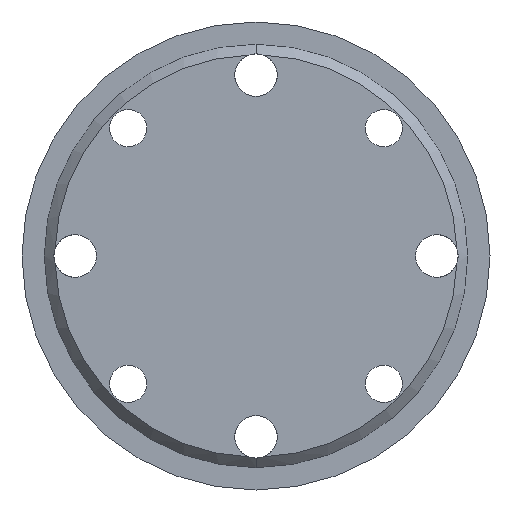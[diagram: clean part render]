
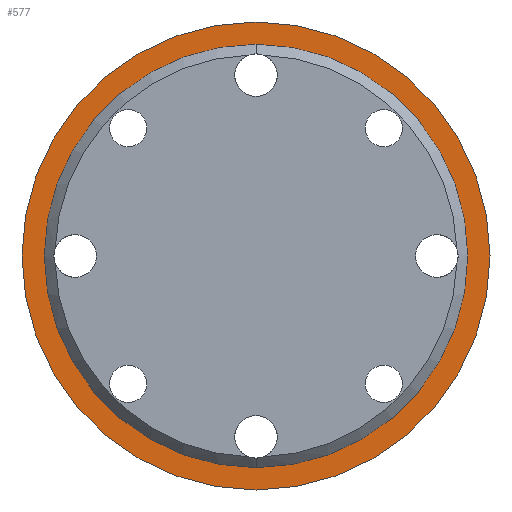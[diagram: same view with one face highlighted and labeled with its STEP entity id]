
A CAD part, front view. The second image highlights one B-rep face of the part: STEP entity #577.
In plain terms, the highlighted planar face has unit normal (0, -1, 0).
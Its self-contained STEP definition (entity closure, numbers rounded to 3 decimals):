
#3 = DIRECTION ( 'NONE',  ( 0., 1., 0. ) ) ;
#12 = DIRECTION ( 'NONE',  ( 0., 0., 1. ) ) ;
#20 = AXIS2_PLACEMENT_3D ( 'NONE', #413, #3, #897 ) ;
#101 = ORIENTED_EDGE ( 'NONE', *, *, #1003, .T. ) ;
#142 = VERTEX_POINT ( 'NONE', #492 ) ;
#146 = EDGE_LOOP ( 'NONE', ( #101, #934 ) ) ;
#207 = AXIS2_PLACEMENT_3D ( 'NONE', #1121, #631, #1026 ) ;
#236 = AXIS2_PLACEMENT_3D ( 'NONE', #414, #314, #12 ) ;
#252 = CIRCLE ( 'NONE', #207, 19.9 ) ;
#255 = CARTESIAN_POINT ( 'NONE',  ( 0., 6., -19.9 ) ) ;
#262 = ORIENTED_EDGE ( 'NONE', *, *, #510, .F. ) ;
#300 = FACE_BOUND ( 'NONE', #146, .T. ) ;
#314 = DIRECTION ( 'NONE',  ( 0., 1., 0. ) ) ;
#337 = CARTESIAN_POINT ( 'NONE',  ( 0., 6., -22. ) ) ;
#388 = AXIS2_PLACEMENT_3D ( 'NONE', #981, #794, #495 ) ;
#413 = CARTESIAN_POINT ( 'NONE',  ( 0., 6., 0. ) ) ;
#414 = CARTESIAN_POINT ( 'NONE',  ( 0., 6., 0. ) ) ;
#441 = ORIENTED_EDGE ( 'NONE', *, *, #555, .F. ) ;
#492 = CARTESIAN_POINT ( 'NONE',  ( 0., 6., 19.9 ) ) ;
#495 = DIRECTION ( 'NONE',  ( 0., 0., 1. ) ) ;
#502 = CIRCLE ( 'NONE', #688, 22. ) ;
#510 = EDGE_CURVE ( 'NONE', #863, #1199, #502, .T. ) ;
#518 = DIRECTION ( 'NONE',  ( 0., 0., 1. ) ) ;
#555 = EDGE_CURVE ( 'NONE', #1199, #863, #894, .T. ) ;
#577 = ADVANCED_FACE ( 'NONE', ( #300, #1185 ), #591, .F. ) ;
#591 = PLANE ( 'NONE',  #388 ) ;
#631 = DIRECTION ( 'NONE',  ( 0., 1., 0. ) ) ;
#685 = CARTESIAN_POINT ( 'NONE',  ( 0., 6., 22. ) ) ;
#688 = AXIS2_PLACEMENT_3D ( 'NONE', #1222, #1207, #518 ) ;
#794 = DIRECTION ( 'NONE',  ( 0., 1., 0. ) ) ;
#837 = EDGE_CURVE ( 'NONE', #142, #958, #947, .T. ) ;
#863 = VERTEX_POINT ( 'NONE', #685 ) ;
#894 = CIRCLE ( 'NONE', #236, 22. ) ;
#897 = DIRECTION ( 'NONE',  ( 0., 0., 1. ) ) ;
#925 = EDGE_LOOP ( 'NONE', ( #441, #262 ) ) ;
#934 = ORIENTED_EDGE ( 'NONE', *, *, #837, .T. ) ;
#947 = CIRCLE ( 'NONE', #20, 19.9 ) ;
#958 = VERTEX_POINT ( 'NONE', #255 ) ;
#981 = CARTESIAN_POINT ( 'NONE',  ( 0., 6., 0. ) ) ;
#1003 = EDGE_CURVE ( 'NONE', #958, #142, #252, .T. ) ;
#1026 = DIRECTION ( 'NONE',  ( 0., 0., 1. ) ) ;
#1121 = CARTESIAN_POINT ( 'NONE',  ( 0., 6., 0. ) ) ;
#1185 = FACE_OUTER_BOUND ( 'NONE', #925, .T. ) ;
#1199 = VERTEX_POINT ( 'NONE', #337 ) ;
#1207 = DIRECTION ( 'NONE',  ( 0., 1., 0. ) ) ;
#1222 = CARTESIAN_POINT ( 'NONE',  ( 0., 6., 0. ) ) ;
